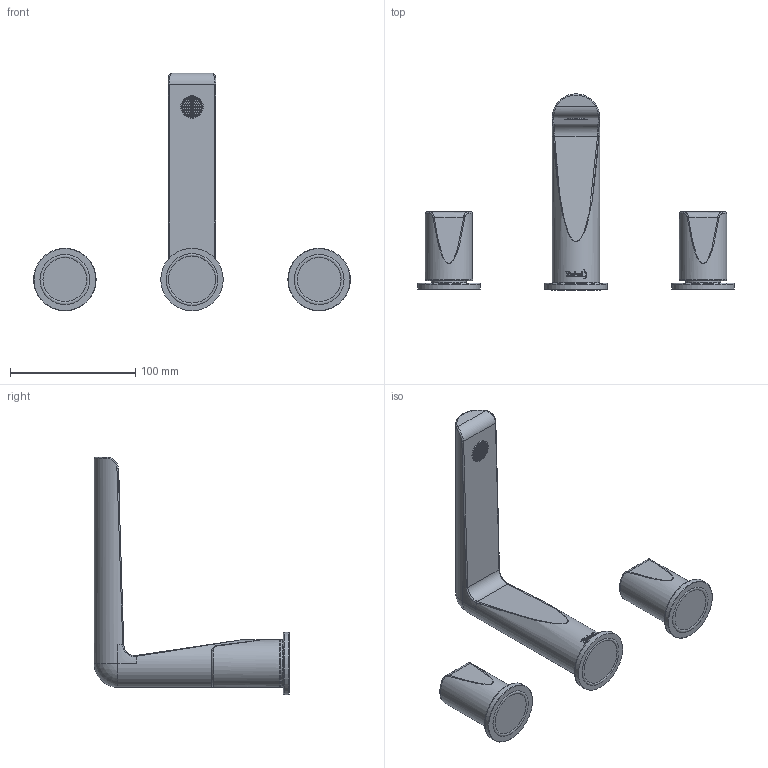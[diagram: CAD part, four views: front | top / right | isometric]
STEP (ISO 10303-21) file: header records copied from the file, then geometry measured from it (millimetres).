
FILE_DESCRIPTION(/* description */ (''),/* implementation_level */ '2;1');
FILE_NAME(/* name */ 'PB08_3D.stp',/* time_stamp */ '2019-09-16T12:53:24-04:00',/* author */ ('pcossett'),/* organization */ (''),/* preprocessor_version */ 'ST-DEVELOPER v16.13',/* originating_system */ 'Autodesk Inventor 2018',/* authorisation */ '');
FILE_SCHEMA (('AUTOMOTIVE_DESIGN { 1 0 10303 214 3 1 1 }'));
Length unit declared in the file: millimetre
Products named in the file (1): PB08
Bounding box: 253.2 x 156.5 x 190 mm (x, y, z)
Volume: 402845.2 mm3; surface area: 61220.9 mm2
Topology: 3 solids, 3 shells, 1498 faces, 3690 edges, 2248 vertices
Faces by surface type: plane 870, cylinder 408, bspline 193, torus 19, sphere 7, cone 1
Full cylindrical faces by diameter (mm): 6.2 x2, 6.7 x2, 18 x1, 28 x2, 38 x3, 50 x3
Entity records: 55241 total; most frequent: CARTESIAN_POINT 19113, ORIENTED_EDGE 7316, DIRECTION 6916, EDGE_CURVE 3658, LINE 2336, VECTOR 2336, AXIS2_PLACEMENT_3D 2290, VERTEX_POINT 2244
